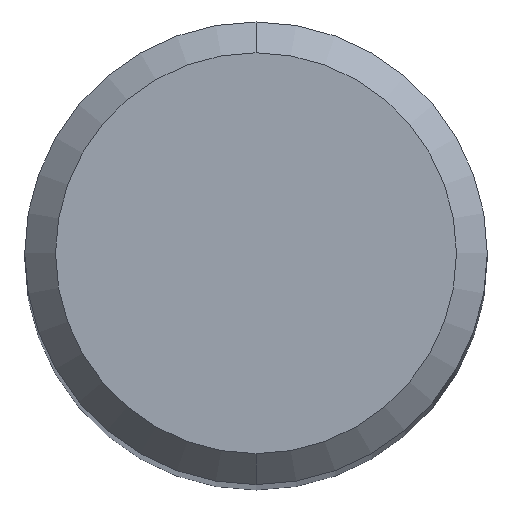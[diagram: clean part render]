
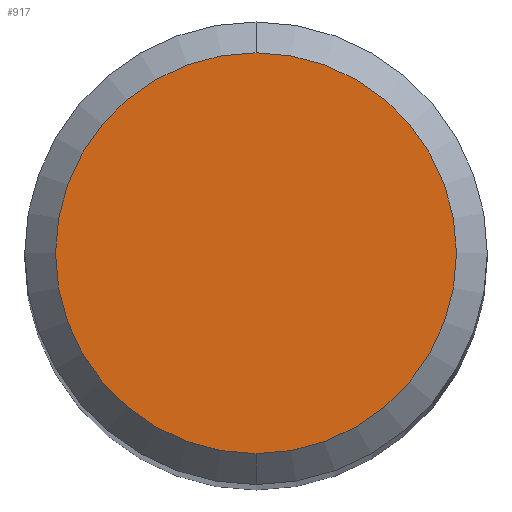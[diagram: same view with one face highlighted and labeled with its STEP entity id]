
A CAD part, top view. The second image highlights one B-rep face of the part: STEP entity #917.
In plain terms, the highlighted planar face has unit normal (0, 0, 1).
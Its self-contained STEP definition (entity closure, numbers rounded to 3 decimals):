
#467=EDGE_CURVE('',#521,#701,#1323,.T.);
#469=EDGE_CURVE('',#701,#521,#1325,.T.);
#521=VERTEX_POINT('',#1379);
#701=VERTEX_POINT('',#1576);
#917=ADVANCED_FACE('',(#1810),#1811,.T.);
#1323=CIRCLE('',#2331,2.6);
#1325=CIRCLE('',#2334,2.6);
#1379=CARTESIAN_POINT('',(0.0,2.6,0.0));
#1576=CARTESIAN_POINT('',(0.,-2.6,0.0));
#1810=FACE_OUTER_BOUND('',#5623,.T.);
#1811=PLANE('',#5624);
#2331=AXIS2_PLACEMENT_3D('',#8011,#8012,#8013);
#2334=AXIS2_PLACEMENT_3D('',#8014,#8015,#8016);
#5623=EDGE_LOOP('',(#8541,#8542));
#5624=AXIS2_PLACEMENT_3D('',#8543,#8544,#8545);
#8011=CARTESIAN_POINT('',(0.0,0.0,0.0));
#8012=DIRECTION('',(0.0,0.0,-1.0));
#8013=DIRECTION('',(0.0,1.0,0.0));
#8014=CARTESIAN_POINT('',(0.0,0.0,0.0));
#8015=DIRECTION('',(0.0,0.0,-1.0));
#8016=DIRECTION('',(0.0,1.0,0.0));
#8541=ORIENTED_EDGE('',*,*,#467,.F.);
#8542=ORIENTED_EDGE('',*,*,#469,.F.);
#8543=CARTESIAN_POINT('',(0.0,1.3,0.0));
#8544=DIRECTION('',(-0.0,0.0,1.0));
#8545=DIRECTION('',(0.0,-1.0,0.0));
